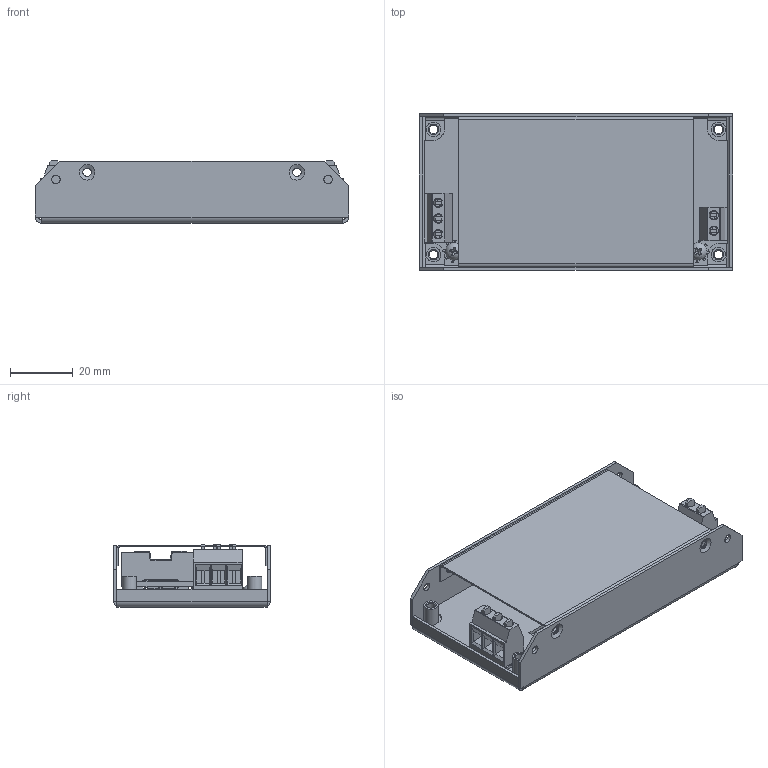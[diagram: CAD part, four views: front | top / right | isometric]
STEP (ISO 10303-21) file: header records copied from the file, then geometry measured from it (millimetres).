
FILE_DESCRIPTION(('STEP AP242'), '1');
FILE_NAME('ﾌﾀﾀ50-1ﾑﾃ 023ﾒﾓ', '', ('UNSPECIFIED'), ('UNSPECIFIED'), 'ASCON STEP Converter 1.6', 'ASCON Math Kernel', '');
FILE_SCHEMA(('AP242_MANAGED_MODEL_BASED_3D_ENGINEERING_MIM_LF { 1 0 10303 442 1 1 4 }'));
Length unit declared in the file: millimetre
Products named in the file (19): 購葠.436234.001; 購葠.745322.581; 櫛ち.301314.014; 櫛ち.745322.042; 購葠.753124.001-04; 櫛ち.713111.007; 櫛ち.757538.023; 櫛ち.671121.036
Assembly tree (21 placements, depth 4):
  購葠.436234.001
    購葠.745322.581
    櫛ち.301314.014
      櫛ち.745322.042
      購葠.753124.001-04  x2
      櫛ち.713111.007
      櫛ち.713111.007
      櫛ち.713111.007
      櫛ち.713111.007
      櫛ち.757538.023
    (unnamed)
      (unnamed)
      櫛ち.671121.036
      (unnamed)
        (unnamed)
        (unnamed)
      (unnamed)
    (unnamed)  x2
    (unnamed)  x2
Bounding box: 100 x 50 x 20 mm (x, y, z)
Volume: 23863.5 mm3; surface area: 52446.5 mm2
Topology: 25 solids, 25 shells, 1008 faces, 2581 edges, 1688 vertices
Faces by surface type: plane 645, cylinder 175, bspline 168, cone 18, sphere 2
Full cylindrical faces by diameter (mm): 0.6 x11, 2.459 x2, 2.5 x5, 2.7 x16, 2.8 x2, 3 x7, 3.2 x2, 3.8 x10, 4 x2, 4.2 x6, 4.6 x4, 5.5 x2
Entity records: 43009 total; most frequent: CARTESIAN_POINT 12440, ORIENTED_EDGE 4692, DIRECTION 3936, EDGE_CURVE 2346, LINE 1648, VECTOR 1648, VERTEX_POINT 1584, AXIS2_PLACEMENT_3D 1144
